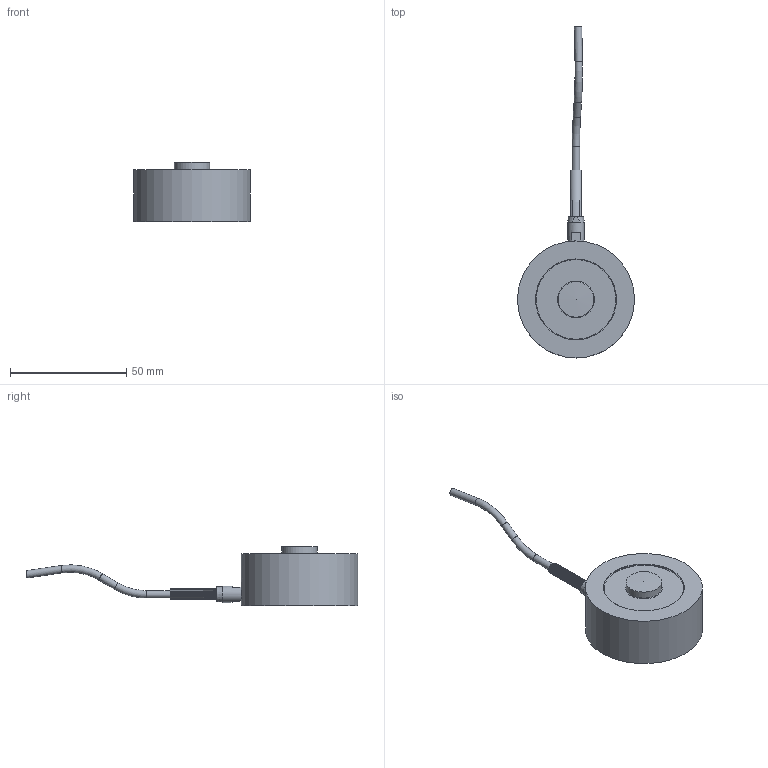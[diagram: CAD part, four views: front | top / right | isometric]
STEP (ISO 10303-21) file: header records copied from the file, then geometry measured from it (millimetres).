
FILE_DESCRIPTION((''),'2;1');
FILE_NAME('LLB500.stp','2010-11-12T11:50:13',('Thomasl'),(''),'Autodesk Inventor 2008','Autodesk Inventor 2008','');
FILE_SCHEMA(('AUTOMOTIVE_DESIGN { 1 0 10303 214 1 1 1 1 }'));
Length unit declared in the file: inch
Products named in the file (5): LLB500 (LevelofDetail1); PART1; 6374; 6374A; 6374B
Assembly tree (4 placements, depth 3):
  LLB500 (LevelofDetail1)
    PART1
      6374
      6374A
      6374B
Bounding box: 50.29 x 142.72 x 25.4 mm (x, y, z)
Volume: 44865.4 mm3; surface area: 10357.1 mm2
Topology: 3 solids, 3 shells, 212 faces, 560 edges, 350 vertices
Faces by surface type: plane 70, bspline 62, cylinder 52, cone 21, torus 6, sphere 1
Full cylindrical faces by diameter (mm): 2.779 x3, 3.175 x3, 3.302 x1, 3.937 x1, 4.521 x1, 4.801 x2, 5.207 x1, 5.334 x1, 5.555 x1, 5.715 x1, 5.791 x1, 7.061 x1, 15.24 x1, 34.798 x1, 36.068 x1, 36.322 x1, 50.292 x1
Entity records: 10618 total; most frequent: CARTESIAN_POINT 5921, DIRECTION 946, ORIENTED_EDGE 872, EDGE_CURVE 436, AXIS2_PLACEMENT_3D 385, EDGE_LOOP 332, VERTEX_POINT 324, CIRCLE 226
